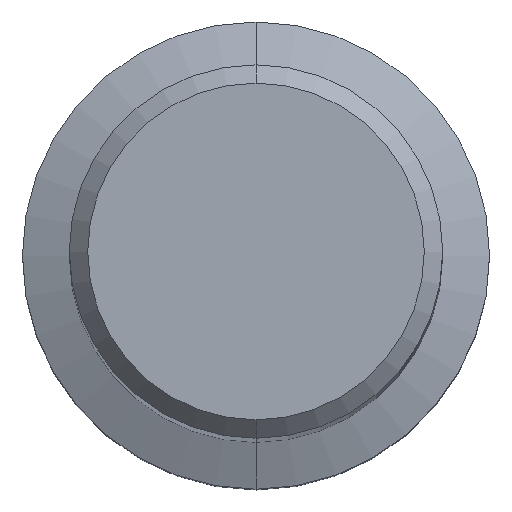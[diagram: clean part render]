
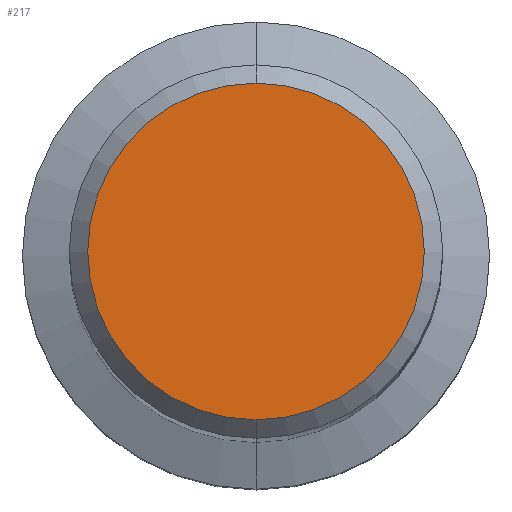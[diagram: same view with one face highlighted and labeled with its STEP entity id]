
A CAD part, top view. The second image highlights one B-rep face of the part: STEP entity #217.
In plain terms, the highlighted planar face has unit normal (0, 0, 1).
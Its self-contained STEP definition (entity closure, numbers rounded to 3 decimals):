
#139=VERTEX_POINT('',#341);
#141=EDGE_CURVE('',#155,#139,#343,.T.);
#143=EDGE_CURVE('',#139,#155,#345,.T.);
#155=VERTEX_POINT('',#358);
#217=ADVANCED_FACE('',(#428),#429,.T.);
#341=CARTESIAN_POINT('',(0.,-9.15,0.0));
#343=CIRCLE('',#566,9.15);
#345=CIRCLE('',#569,9.15);
#358=CARTESIAN_POINT('',(0.0,9.15,0.0));
#428=FACE_OUTER_BOUND('',#675,.T.);
#429=PLANE('',#676);
#566=AXIS2_PLACEMENT_3D('',#826,#827,#828);
#569=AXIS2_PLACEMENT_3D('',#829,#830,#831);
#675=EDGE_LOOP('',(#931,#932));
#676=AXIS2_PLACEMENT_3D('',#933,#934,#935);
#826=CARTESIAN_POINT('',(0.0,0.0,0.0));
#827=DIRECTION('',(0.0,0.0,-1.0));
#828=DIRECTION('',(0.0,1.0,0.0));
#829=CARTESIAN_POINT('',(0.0,0.0,0.0));
#830=DIRECTION('',(0.0,0.0,-1.0));
#831=DIRECTION('',(0.0,1.0,0.0));
#931=ORIENTED_EDGE('',*,*,#141,.F.);
#932=ORIENTED_EDGE('',*,*,#143,.F.);
#933=CARTESIAN_POINT('',(0.0,4.575,0.0));
#934=DIRECTION('',(-0.0,0.0,1.0));
#935=DIRECTION('',(0.0,-1.0,0.0));
